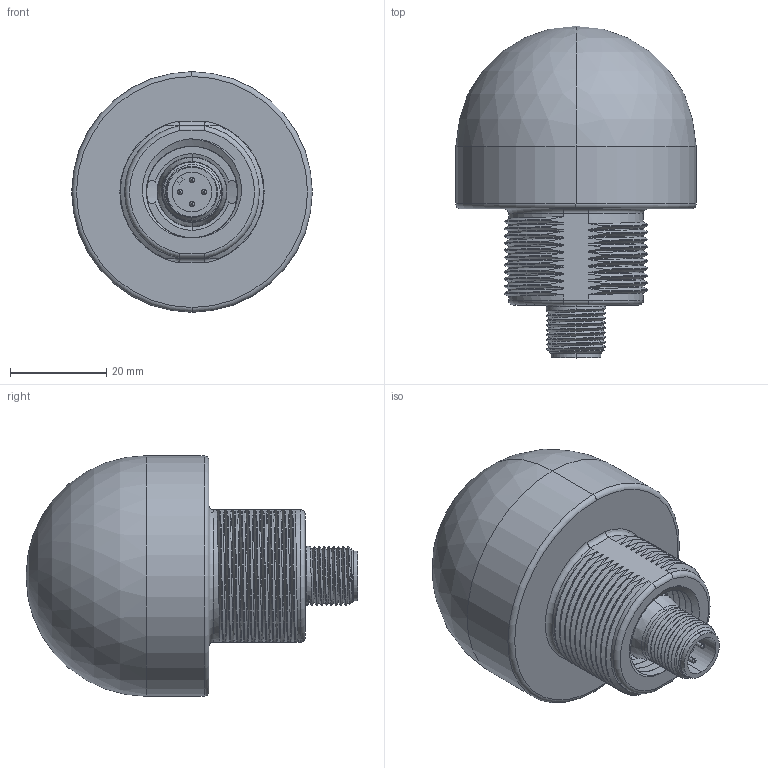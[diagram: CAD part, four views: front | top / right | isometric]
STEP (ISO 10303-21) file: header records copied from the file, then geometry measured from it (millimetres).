
FILE_DESCRIPTION((''),'2;1');
FILE_NAME('K50LGRYPQ-75671_ASM','2007-05-04T',('jrengel'),('BANNER ENGINEERING'),'PRO/ENGINEER BY PARAMETRIC TECHNOLOGY CORPORATION, 2006170','PRO/ENGINEER BY PARAMETRIC TECHNOLOGY CORPORATION, 2006170','');
FILE_SCHEMA(('CONFIG_CONTROL_DESIGN'));
Length unit declared in the file: millimetre
Products named in the file (7): 126458_GENERIC; 128008; 08427_NO_ORING; 129626_ASM; 126905; 129213_ASM; K50LGRYPQ-75671_ASM
Assembly tree (6 placements, depth 3):
  K50LGRYPQ-75671_ASM
    129626_ASM
      126458_GENERIC
      128008
      08427_NO_ORING
    129213_ASM
      126905
Bounding box: 50 x 69 x 50 mm (x, y, z)
Volume: 26263.8 mm3; surface area: 22875.7 mm2
Topology: 4 solids, 4 shells, 371 faces, 887 edges, 548 vertices
Faces by surface type: cylinder 139, bspline 113, plane 53, cone 26, torus 24, sphere 16
Entity records: 34370 total; most frequent: CARTESIAN_POINT 26337, ORIENTED_EDGE 1766, DIRECTION 1444, EDGE_CURVE 883, AXIS2_PLACEMENT_3D 587, VERTEX_POINT 548, EDGE_LOOP 403, FACE_OUTER_BOUND 371
